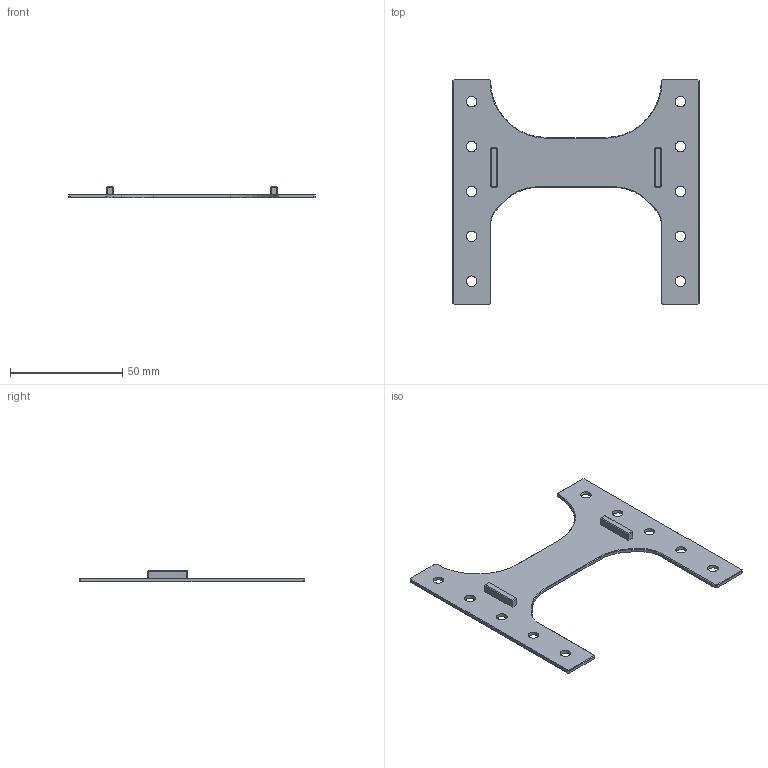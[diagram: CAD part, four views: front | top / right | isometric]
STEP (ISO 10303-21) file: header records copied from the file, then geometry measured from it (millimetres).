
FILE_DESCRIPTION(('HOOPS Exchange Step'),'2;1');
FILE_NAME('temp_export','2024-03-18T21:04:39+19:00',('DentedAF'),('Shapr3D Limited'),'HOOPS Exchange 2023.2','Shapr3D','Authorized');
FILE_SCHEMA( ('AUTOMOTIVE_DESIGN { 1 0 10303 214 1 1 1 1 }') );
Length unit declared in the file: millimetre
Products named in the file (1): root
Bounding box: 110 x 100.5 x 5 mm (x, y, z)
Volume: 8397.3 mm3; surface area: 11956.2 mm2
Topology: 1 solids, 1 shells, 94 faces, 252 edges, 162 vertices
Faces by surface type: plane 72, cylinder 16, cone 6
Full cylindrical faces by diameter (mm): 4.7 x10
Entity records: 2964 total; most frequent: CARTESIAN_POINT 509, ORIENTED_EDGE 504, DIRECTION 490, EDGE_CURVE 252, VECTOR 204, LINE 204, VERTEX_POINT 162, AXIS2_PLACEMENT_3D 143
